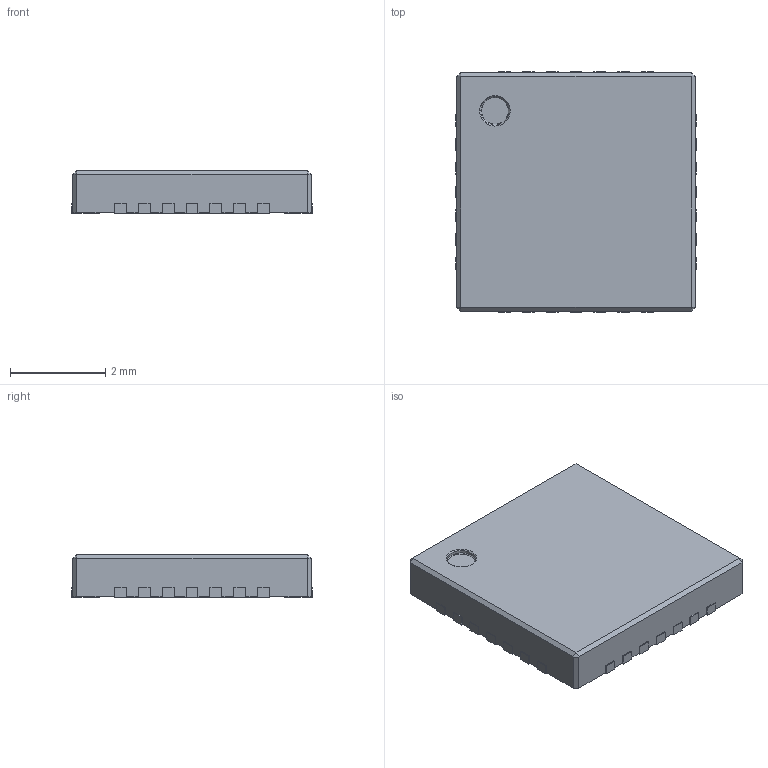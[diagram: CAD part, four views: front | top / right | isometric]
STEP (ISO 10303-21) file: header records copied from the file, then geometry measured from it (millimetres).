
FILE_DESCRIPTION(('FreeCAD Model'),'2;1');
FILE_NAME('QFN-28-1EP_5x5mm_Pitch0.5mm.step','2015-12-10T16:04:30',( 'Author'),(''),'Open CASCADE STEP processor 6.8','FreeCAD','Unknown' );
FILE_SCHEMA(('AUTOMOTIVE_DESIGN_CC2 { 1 2 10303 214 -1 1 5 4 }'));
Length unit declared in the file: millimetre
Products named in the file (1): Fusion
Bounding box: 5.04 x 5.04 x 0.9 mm (x, y, z)
Volume: 22.2 mm3; surface area: 68.2 mm2
Topology: 1 solids, 1 shells, 204 faces, 584 edges, 384 vertices
Faces by surface type: plane 164, cylinder 36, cone 4
Entity records: 18289 total; most frequent: CARTESIAN_POINT 6043, DIRECTION 1759, LINE 1190, VECTOR 1190, ORIENTED_EDGE 1168, PCURVE 1168, DEFINITIONAL_REPRESENTATION 1168, EDGE_CURVE 584
